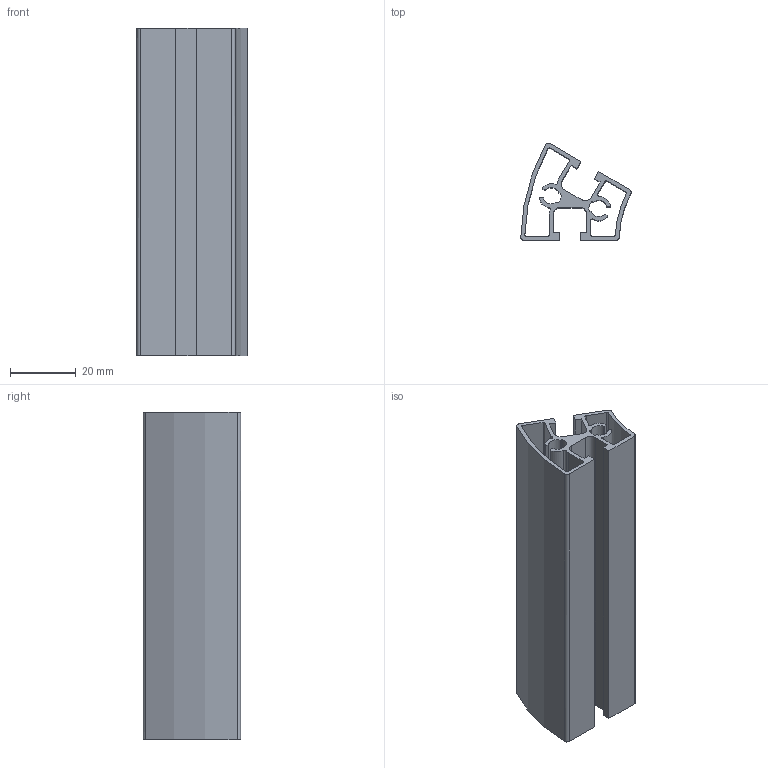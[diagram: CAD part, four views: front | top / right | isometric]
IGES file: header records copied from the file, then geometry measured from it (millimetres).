
Global section: file name: 153030; native system: Autodesk Inventor 2016; preprocessor: unknown; author: Roudná,; organization: 11; date: 20180429.140451; units: millimetre
Bounding box: 33.66 x 29.63 x 100 mm (x, y, z)
Volume: 22331.6 mm3; surface area: 31491.7 mm2
Topology: 1 solids, 1 shells, 84 faces, 246 edges, 164 vertices
Faces by surface type: bspline 84
